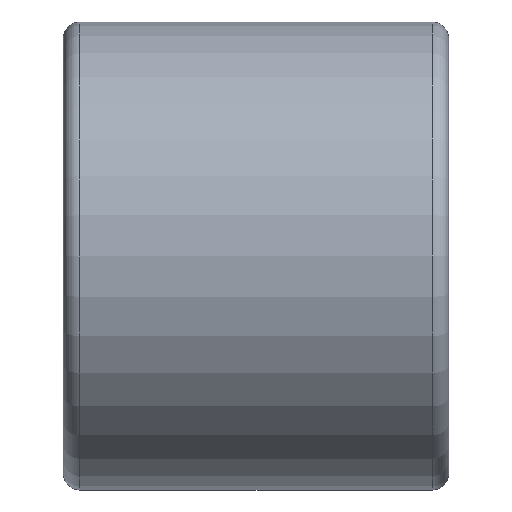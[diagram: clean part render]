
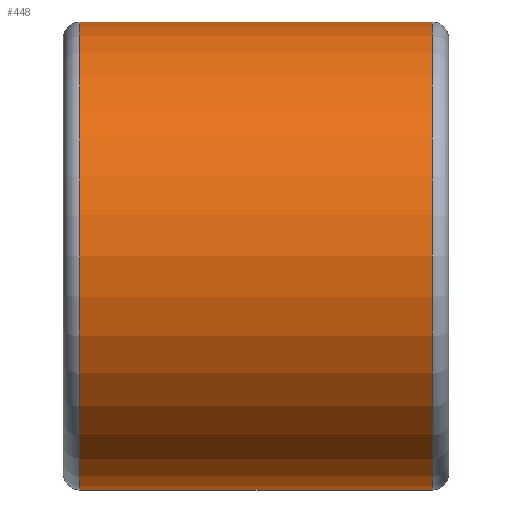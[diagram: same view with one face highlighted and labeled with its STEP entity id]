
A CAD part, front view. The second image highlights one B-rep face of the part: STEP entity #448.
In plain terms, the highlighted cylindrical face has radius 42.5 mm (diameter 85 mm), a partial arc.
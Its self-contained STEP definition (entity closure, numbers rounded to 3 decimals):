
#390 = DIRECTION ( 'NONE',  ( -1., 0., 0. ) ) ;
#428 = EDGE_CURVE ( 'NONE', #5772, #1754, #3066, .T. ) ;
#448 = ADVANCED_FACE ( 'NONE', ( #4301 ), #6442, .T. ) ;
#466 = ORIENTED_EDGE ( 'NONE', *, *, #428, .F. ) ;
#467 = CARTESIAN_POINT ( 'NONE',  ( 3., 0., 0. ) ) ;
#968 = DIRECTION ( 'NONE',  ( 0., 0., -1. ) ) ;
#1078 = ORIENTED_EDGE ( 'NONE', *, *, #5898, .T. ) ;
#1398 = CARTESIAN_POINT ( 'NONE',  ( 67., 0., 42.5 ) ) ;
#1432 = CARTESIAN_POINT ( 'NONE',  ( 3., 0., 42.5 ) ) ;
#1435 = CARTESIAN_POINT ( 'NONE',  ( 67., 0., -42.5 ) ) ;
#1480 = ORIENTED_EDGE ( 'NONE', *, *, #2971, .T. ) ;
#1754 = VERTEX_POINT ( 'NONE', #6559 ) ;
#1826 = VERTEX_POINT ( 'NONE', #1398 ) ;
#2218 = ORIENTED_EDGE ( 'NONE', *, *, #3365, .T. ) ;
#2591 = CIRCLE ( 'NONE', #6802, 42.5 ) ;
#2915 = CARTESIAN_POINT ( 'NONE',  ( 0., 0., 42.5 ) ) ;
#2971 = EDGE_CURVE ( 'NONE', #1826, #5857, #5685, .T. ) ;
#3044 = AXIS2_PLACEMENT_3D ( 'NONE', #3529, #390, #4048 ) ;
#3066 = LINE ( 'NONE', #6244, #5707 ) ;
#3111 = DIRECTION ( 'NONE',  ( 0., 0., 1. ) ) ;
#3198 = CIRCLE ( 'NONE', #3044, 42.5 ) ;
#3365 = EDGE_CURVE ( 'NONE', #5772, #1826, #3198, .T. ) ;
#3529 = CARTESIAN_POINT ( 'NONE',  ( 67., 0., 0. ) ) ;
#4048 = DIRECTION ( 'NONE',  ( 0., 0., 1. ) ) ;
#4130 = DIRECTION ( 'NONE',  ( 1., 0., 0. ) ) ;
#4301 = FACE_OUTER_BOUND ( 'NONE', #6344, .T. ) ;
#4648 = DIRECTION ( 'NONE',  ( -1., 0., 0. ) ) ;
#4850 = DIRECTION ( 'NONE',  ( -1., 0., 0. ) ) ;
#4935 = AXIS2_PLACEMENT_3D ( 'NONE', #6266, #4850, #3111 ) ;
#5505 = VECTOR ( 'NONE', #6035, 1000. ) ;
#5685 = LINE ( 'NONE', #2915, #5505 ) ;
#5707 = VECTOR ( 'NONE', #4648, 1000. ) ;
#5772 = VERTEX_POINT ( 'NONE', #1435 ) ;
#5857 = VERTEX_POINT ( 'NONE', #1432 ) ;
#5898 = EDGE_CURVE ( 'NONE', #5857, #1754, #2591, .T. ) ;
#6035 = DIRECTION ( 'NONE',  ( -1., 0., 0. ) ) ;
#6244 = CARTESIAN_POINT ( 'NONE',  ( 0., 0., -42.5 ) ) ;
#6266 = CARTESIAN_POINT ( 'NONE',  ( 0., 0., 0. ) ) ;
#6344 = EDGE_LOOP ( 'NONE', ( #466, #2218, #1480, #1078 ) ) ;
#6442 = CYLINDRICAL_SURFACE ( 'NONE', #4935, 42.5 ) ;
#6559 = CARTESIAN_POINT ( 'NONE',  ( 3., 0., -42.5 ) ) ;
#6802 = AXIS2_PLACEMENT_3D ( 'NONE', #467, #4130, #968 ) ;
